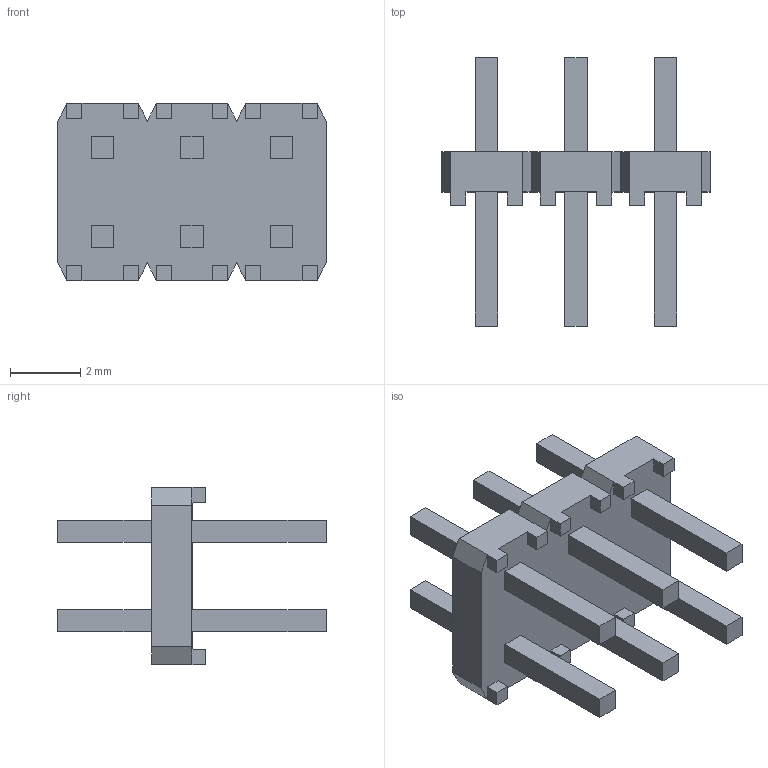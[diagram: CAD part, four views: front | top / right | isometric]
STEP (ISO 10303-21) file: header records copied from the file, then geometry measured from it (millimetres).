
FILE_DESCRIPTION(/* description */ ('STEP AP214'),/* implementation_level */ '2;1');
FILE_NAME(/* name */ 'TLW-103-06-G-D',/* time_stamp */ '2024-09-10T22:18:18+02:00',/* author */ ('License CC BY-ND 4.0'),/* organization */ ('CADENAS'),/* preprocessor_version */ 'ST-DEVELOPER v19.3',/* originating_system */ 'PARTsolutions',/* authorisation */ ' ');
FILE_SCHEMA (('AUTOMOTIVE_DESIGN {1 0 10303 214 3 1 1}'));
Length unit declared in the file: inch
Products named in the file (3): TLW-103-06-G-D; TLW-103-06-G-D_terminal; TLW-03-06-D0.3
Assembly tree (2 placements, depth 2):
  TLW-103-06-G-D
    TLW-103-06-G-D_terminal
    TLW-03-06-D0.3
Bounding box: 7.62 x 7.62 x 5.03 mm (x, y, z)
Volume: 61.7 mm3; surface area: 284 mm2
Topology: 2 solids, 2 shells, 160 faces, 420 edges, 276 vertices
Faces by surface type: plane 160
Entity records: 4910 total; most frequent: CARTESIAN_POINT 859, ORIENTED_EDGE 840, DIRECTION 746, EDGE_CURVE 420, LINE 420, VECTOR 420, VERTEX_POINT 276, EDGE_LOOP 184
